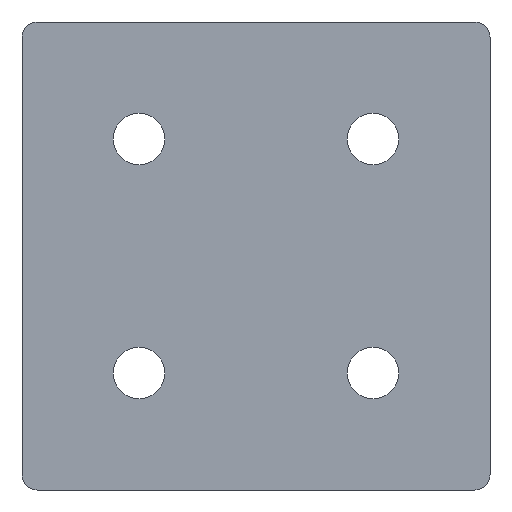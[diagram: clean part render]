
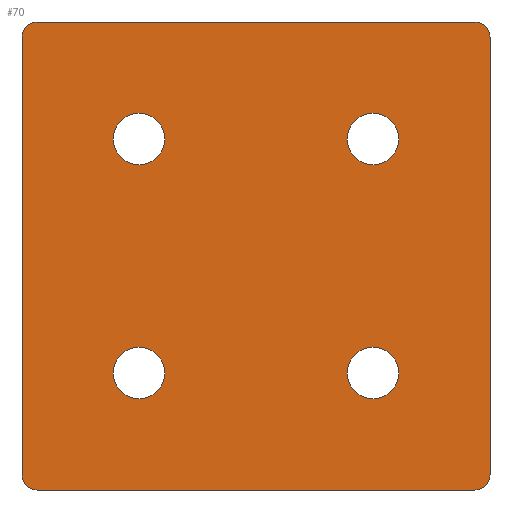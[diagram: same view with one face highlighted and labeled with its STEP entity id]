
A CAD part, front view. The second image highlights one B-rep face of the part: STEP entity #70.
In plain terms, the highlighted planar face has unit normal (0, -1, 0).
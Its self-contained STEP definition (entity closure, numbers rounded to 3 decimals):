
#70 = ADVANCED_FACE( '', ( #153, #154, #155, #156, #157 ), #158, .F. );
#153 = FACE_BOUND( '', #258, .T. );
#154 = FACE_BOUND( '', #259, .T. );
#155 = FACE_BOUND( '', #260, .T. );
#156 = FACE_BOUND( '', #261, .T. );
#157 = FACE_OUTER_BOUND( '', #262, .T. );
#158 = PLANE( '', #263 );
#258 = EDGE_LOOP( '', ( #402 ) );
#259 = EDGE_LOOP( '', ( #403 ) );
#260 = EDGE_LOOP( '', ( #404 ) );
#261 = EDGE_LOOP( '', ( #405 ) );
#262 = EDGE_LOOP( '', ( #406, #407, #408, #409, #410, #411, #412, #413 ) );
#263 = AXIS2_PLACEMENT_3D( '', #414, #415, #416 );
#402 = ORIENTED_EDGE( '', *, *, #572, .F. );
#403 = ORIENTED_EDGE( '', *, *, #573, .F. );
#404 = ORIENTED_EDGE( '', *, *, #574, .F. );
#405 = ORIENTED_EDGE( '', *, *, #575, .F. );
#406 = ORIENTED_EDGE( '', *, *, #576, .F. );
#407 = ORIENTED_EDGE( '', *, *, #577, .F. );
#408 = ORIENTED_EDGE( '', *, *, #578, .F. );
#409 = ORIENTED_EDGE( '', *, *, #567, .F. );
#410 = ORIENTED_EDGE( '', *, *, #546, .F. );
#411 = ORIENTED_EDGE( '', *, *, #579, .F. );
#412 = ORIENTED_EDGE( '', *, *, #555, .F. );
#413 = ORIENTED_EDGE( '', *, *, #580, .F. );
#414 = CARTESIAN_POINT( '', ( 2., 0., -2. ) );
#415 = DIRECTION( '', ( 0., 1., 0. ) );
#416 = DIRECTION( '', ( 0., 0., 1. ) );
#546 = EDGE_CURVE( '', #634, #632, #636, .T. );
#555 = EDGE_CURVE( '', #648, #650, #651, .T. );
#567 = EDGE_CURVE( '', #632, #669, #670, .T. );
#572 = EDGE_CURVE( '', #676, #676, #677, .T. );
#573 = EDGE_CURVE( '', #678, #678, #679, .T. );
#574 = EDGE_CURVE( '', #680, #680, #681, .T. );
#575 = EDGE_CURVE( '', #682, #682, #683, .T. );
#576 = EDGE_CURVE( '', #684, #685, #686, .T. );
#577 = EDGE_CURVE( '', #687, #684, #688, .T. );
#578 = EDGE_CURVE( '', #669, #687, #689, .T. );
#579 = EDGE_CURVE( '', #650, #634, #690, .T. );
#580 = EDGE_CURVE( '', #685, #648, #691, .T. );
#632 = VERTEX_POINT( '', #754 );
#634 = VERTEX_POINT( '', #757 );
#636 = LINE( '', #760, #761 );
#648 = VERTEX_POINT( '', #773 );
#650 = VERTEX_POINT( '', #776 );
#651 = LINE( '', #777, #778 );
#669 = VERTEX_POINT( '', #799 );
#670 = CIRCLE( '', #800, 2. );
#676 = VERTEX_POINT( '', #807 );
#677 = CIRCLE( '', #808, 3.3 );
#678 = VERTEX_POINT( '', #809 );
#679 = CIRCLE( '', #810, 3.3 );
#680 = VERTEX_POINT( '', #811 );
#681 = CIRCLE( '', #812, 3.3 );
#682 = VERTEX_POINT( '', #813 );
#683 = CIRCLE( '', #814, 3.3 );
#684 = VERTEX_POINT( '', #815 );
#685 = VERTEX_POINT( '', #816 );
#686 = LINE( '', #817, #818 );
#687 = VERTEX_POINT( '', #819 );
#688 = CIRCLE( '', #820, 2. );
#689 = LINE( '', #821, #822 );
#690 = CIRCLE( '', #823, 2. );
#691 = CIRCLE( '', #824, 2. );
#754 = CARTESIAN_POINT( '', ( 60., 0., -58. ) );
#757 = CARTESIAN_POINT( '', ( 60., 0., -2. ) );
#760 = CARTESIAN_POINT( '', ( 60., 0., -2. ) );
#761 = VECTOR( '', #891, 1000. );
#773 = CARTESIAN_POINT( '', ( 2., 0., 0. ) );
#776 = CARTESIAN_POINT( '', ( 58., 0., 0. ) );
#777 = CARTESIAN_POINT( '', ( 2., 0., 0. ) );
#778 = VECTOR( '', #905, 1000. );
#799 = CARTESIAN_POINT( '', ( 58., 0., -60. ) );
#800 = AXIS2_PLACEMENT_3D( '', #924, #925, #926 );
#807 = CARTESIAN_POINT( '', ( 45., 0., -18.3 ) );
#808 = AXIS2_PLACEMENT_3D( '', #931, #932, #933 );
#809 = CARTESIAN_POINT( '', ( 15., 0., -18.3 ) );
#810 = AXIS2_PLACEMENT_3D( '', #934, #935, #936 );
#811 = CARTESIAN_POINT( '', ( 45., 0., -48.3 ) );
#812 = AXIS2_PLACEMENT_3D( '', #937, #938, #939 );
#813 = CARTESIAN_POINT( '', ( 15., 0., -48.3 ) );
#814 = AXIS2_PLACEMENT_3D( '', #940, #941, #942 );
#815 = CARTESIAN_POINT( '', ( 0., 0., -58. ) );
#816 = CARTESIAN_POINT( '', ( 0., 0., -2. ) );
#817 = CARTESIAN_POINT( '', ( 0., 0., -58. ) );
#818 = VECTOR( '', #943, 1000. );
#819 = CARTESIAN_POINT( '', ( 2., 0., -60. ) );
#820 = AXIS2_PLACEMENT_3D( '', #944, #945, #946 );
#821 = CARTESIAN_POINT( '', ( 58., 0., -60. ) );
#822 = VECTOR( '', #947, 1000. );
#823 = AXIS2_PLACEMENT_3D( '', #948, #949, #950 );
#824 = AXIS2_PLACEMENT_3D( '', #951, #952, #953 );
#891 = DIRECTION( '', ( 0., 0., -1. ) );
#905 = DIRECTION( '', ( 1., 0., 0. ) );
#924 = CARTESIAN_POINT( '', ( 58., 0., -58. ) );
#925 = DIRECTION( '', ( 0., 1., 0. ) );
#926 = DIRECTION( '', ( 1., 0., 0. ) );
#931 = CARTESIAN_POINT( '', ( 45., 0., -15. ) );
#932 = DIRECTION( '', ( 0., -1., 0. ) );
#933 = DIRECTION( '', ( 0., 0., -1. ) );
#934 = CARTESIAN_POINT( '', ( 15., 0., -15. ) );
#935 = DIRECTION( '', ( 0., -1., 0. ) );
#936 = DIRECTION( '', ( 0., 0., -1. ) );
#937 = CARTESIAN_POINT( '', ( 45., 0., -45. ) );
#938 = DIRECTION( '', ( 0., -1., 0. ) );
#939 = DIRECTION( '', ( 0., 0., -1. ) );
#940 = CARTESIAN_POINT( '', ( 15., 0., -45. ) );
#941 = DIRECTION( '', ( 0., -1., 0. ) );
#942 = DIRECTION( '', ( 0., 0., -1. ) );
#943 = DIRECTION( '', ( 0., 0., 1. ) );
#944 = CARTESIAN_POINT( '', ( 2., 0., -58. ) );
#945 = DIRECTION( '', ( 0., 1., 0. ) );
#946 = DIRECTION( '', ( 1., 0., 0. ) );
#947 = DIRECTION( '', ( -1., 0., 0. ) );
#948 = CARTESIAN_POINT( '', ( 58., 0., -2. ) );
#949 = DIRECTION( '', ( 0., 1., 0. ) );
#950 = DIRECTION( '', ( 1., 0., 0. ) );
#951 = CARTESIAN_POINT( '', ( 2., 0., -2. ) );
#952 = DIRECTION( '', ( 0., 1., 0. ) );
#953 = DIRECTION( '', ( 1., 0., 0. ) );
